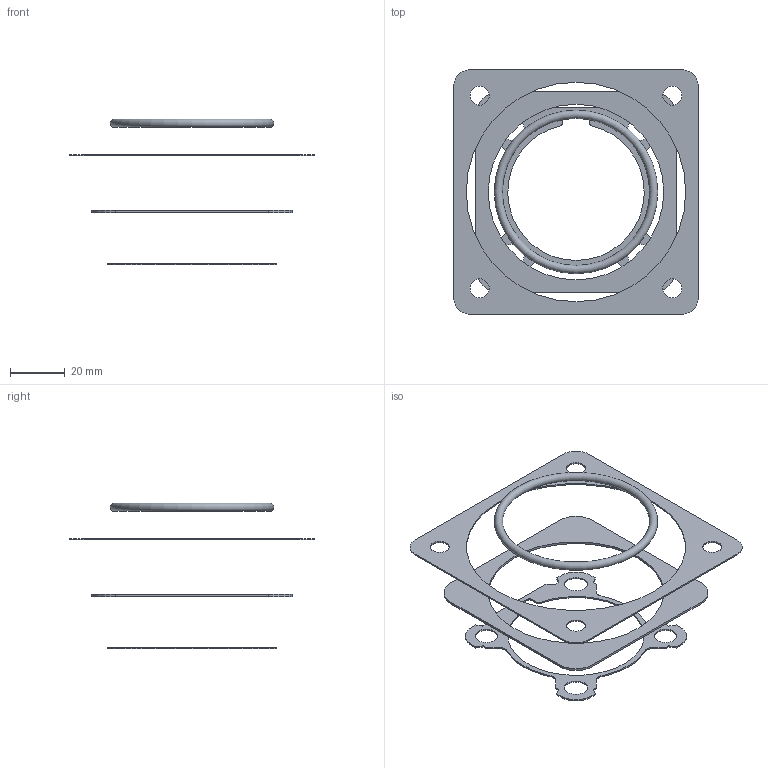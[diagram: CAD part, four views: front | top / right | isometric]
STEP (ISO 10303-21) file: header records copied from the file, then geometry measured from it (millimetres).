
FILE_DESCRIPTION(/* description */ ('STEP AP214'),/* implementation_level */ '2;1');
FILE_NAME(/* name */ '2733792_EADS-F-D50-60G_H',/* time_stamp */ '2024-08-26T16:19:36+02:00',/* author */ ('License CC BY-ND 4.0'),/* organization */ ('CADENAS'),/* preprocessor_version */ 'ST-DEVELOPER v19.3',/* originating_system */ 'PARTsolutions',/* authorisation */ ' ');
FILE_SCHEMA (('AUTOMOTIVE_DESIGN {1 0 10303 214 3 1 1}'));
Length unit declared in the file: millimetre
Products named in the file (5): 2733792 EADS-F-D50-60G/H; 2493735 EADS-F-D50B---(dicht); 1450861 EADS-F-64B/C---(dicht); 1226093 EAMM-U-90R-S1---(DM); 200970 B-54x3-N
Assembly tree (4 placements, depth 2):
  2733792 EADS-F-D50-60G/H
    2493735 EADS-F-D50B---(dicht)
    1450861 EADS-F-64B/C---(dicht)
    1226093 EAMM-U-90R-S1---(DM)
    200970 B-54x3-N
Bounding box: 90 x 90 x 53.5 mm (x, y, z)
Volume: 4823.3 mm3; surface area: 14415.6 mm2
Topology: 4 solids, 4 shells, 91 faces, 254 edges, 169 vertices
Faces by surface type: plane 50, cylinder 40, torus 1
Full cylindrical faces by diameter (mm): 7 x4, 8.4 x4, 64.4 x1, 80.5 x1
Entity records: 3052 total; most frequent: DIRECTION 514, CARTESIAN_POINT 507, ORIENTED_EDGE 484, EDGE_CURVE 242, AXIS2_PLACEMENT_3D 176, VERTEX_POINT 169, LINE 162, VECTOR 162
